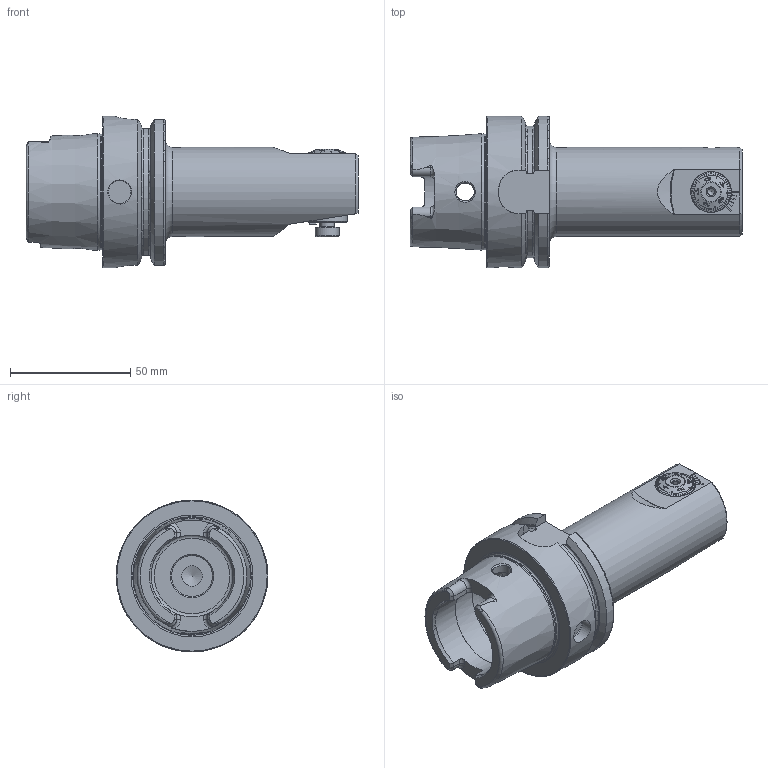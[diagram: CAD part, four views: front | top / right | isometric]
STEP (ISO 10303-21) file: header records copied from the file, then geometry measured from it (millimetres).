
FILE_DESCRIPTION (( 'STEP AP214' ), '1' );
FILE_NAME ('HA6.F32.AA4.110.STEP', '2020-08-12T10:02:49', ( '' ), ( '' ), 'SwSTEP 2.0', 'SolidWorks 2017', '' );
FILE_SCHEMA (( 'AUTOMOTIVE_DESIGN' ));
Length unit declared in the file: millimetre
Products named in the file (15): DIN 3771 - 15x1.0; F32-BG2.014.012_A; HA6.F32.AA4.110; DIN 7984 - M6 x 10; F32-BG2.009.012_A; F32-BG2.017.003_A; Klebstoff D6; F32-BG2.017.004_A; F32-BG3.006.026_A; ISO 4026 - M6 x 8; F32-BG1.010.006_A; HA6-F32.AA3.110_A_bohrungen gef〕lt; T7 M2.5 x 6; F32-BG1.AA4.017_Standart; F32-BG1.DA3.017_A_Aktuell 0.6.2014-Mx1.3
Assembly tree (14 placements, depth 3):
  HA6.F32.AA4.110
    HA6-F32.AA3.110_A_bohrungen gef〕lt
    F32-BG1.AA4.017_Standart
      F32-BG1.DA3.017_A_Aktuell 0.6.2014-Mx1.3
      F32-BG2.014.012_A
      F32-BG2.017.003_A
      F32-BG2.017.004_A
      F32-BG2.009.012_A
      F32-BG1.010.006_A
      DIN 3771 - 15x1.0
    Klebstoff D6
    T7 M2.5 x 6
    ISO 4026 - M6 x 8
    F32-BG3.006.026_A
    DIN 7984 - M6 x 10
Bounding box: 137.9 x 63 x 63 mm (x, y, z)
Volume: 158169.6 mm3; surface area: 41130.9 mm2
Topology: 13 solids, 13 shells, 643 faces, 1704 edges, 1105 vertices
Faces by surface type: plane 348, cone 120, cylinder 91, bspline 45, torus 39
Full cylindrical faces by diameter (mm): 1.5 x3, 2.05 x1, 2.2 x1, 2.5 x1, 2.7 x1, 2.9 x1, 3 x1, 3.3 x4, 4.2 x1, 5 x4, 5.95 x1, 6 x4, 7 x1, 7.4 x1, 7.5 x2, 7.6 x1, 7.95 x1, 8 x5, 8.5 x2, 10 x5, 10.3 x1, 14 x2, 14.65 x1, 16.85 x1, 16.98 x1, 17 x4, 19 x1, 34 x2, 37 x1, 40 x1
Entity records: 24674 total; most frequent: CARTESIAN_POINT 8937, ORIENTED_EDGE 3060, DIRECTION 2540, EDGE_CURVE 1530, VERTEX_POINT 1060, AXIS2_PLACEMENT_3D 989, EDGE_LOOP 818, FACE_OUTER_BOUND 725
